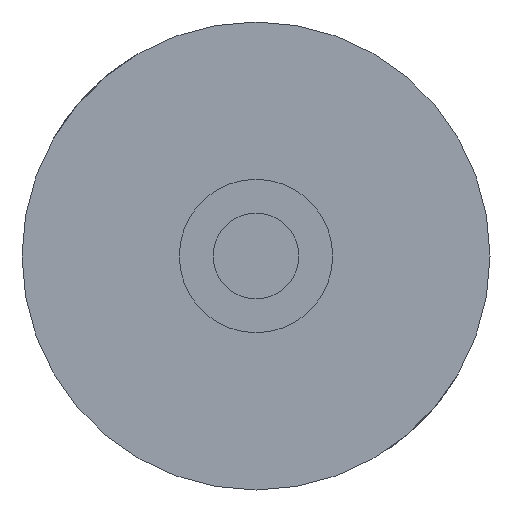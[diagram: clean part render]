
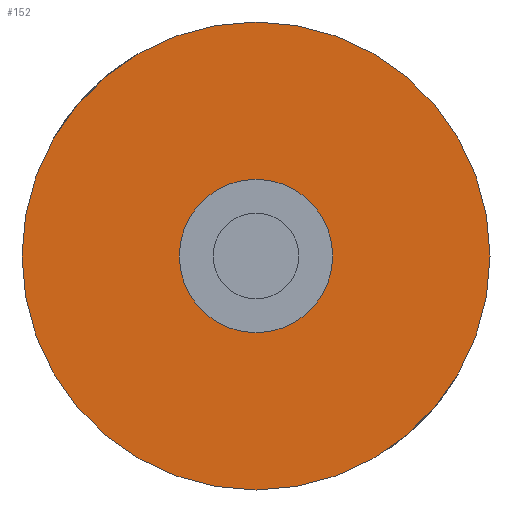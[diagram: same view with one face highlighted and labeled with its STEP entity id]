
A CAD part, front view. The second image highlights one B-rep face of the part: STEP entity #152.
In plain terms, the highlighted planar face has unit normal (0, -1, 0).
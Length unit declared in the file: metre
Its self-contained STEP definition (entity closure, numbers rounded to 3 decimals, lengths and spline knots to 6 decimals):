
#13=PLANE('',#180);
#37=ORIENTED_EDGE('',*,*,#62,.F.);
#38=ORIENTED_EDGE('',*,*,#53,.T.);
#53=EDGE_CURVE('',#67,#67,#81,.T.);
#62=EDGE_CURVE('',#76,#76,#82,.T.);
#67=VERTEX_POINT('',#231);
#76=VERTEX_POINT('',#331);
#81=CIRCLE('',#175,0.009);
#82=CIRCLE('',#178,0.00295);
#99=EDGE_LOOP('',(#37));
#100=EDGE_LOOP('',(#38));
#127=FACE_BOUND('',#99,.T.);
#128=FACE_BOUND('',#100,.T.);
#152=ADVANCED_FACE('',(#127,#128),#13,.T.);
#175=AXIS2_PLACEMENT_3D('',#230,#196,#197);
#178=AXIS2_PLACEMENT_3D('',#330,#202,#203);
#180=AXIS2_PLACEMENT_3D('',#334,#206,#207);
#196=DIRECTION('',(0.,-1.,0.));
#197=DIRECTION('',(0.,0.,-1.));
#202=DIRECTION('',(0.,-1.,0.));
#203=DIRECTION('',(0.,0.,-1.));
#206=DIRECTION('',(0.,-1.,0.));
#207=DIRECTION('',(1.,0.,0.));
#230=CARTESIAN_POINT('',(0.,-0.207,0.));
#231=CARTESIAN_POINT('',(0.,-0.207,-0.009));
#330=CARTESIAN_POINT('',(0.,-0.207,0.));
#331=CARTESIAN_POINT('',(0.,-0.207,-0.00295));
#334=CARTESIAN_POINT('',(0.,-0.207,0.));
